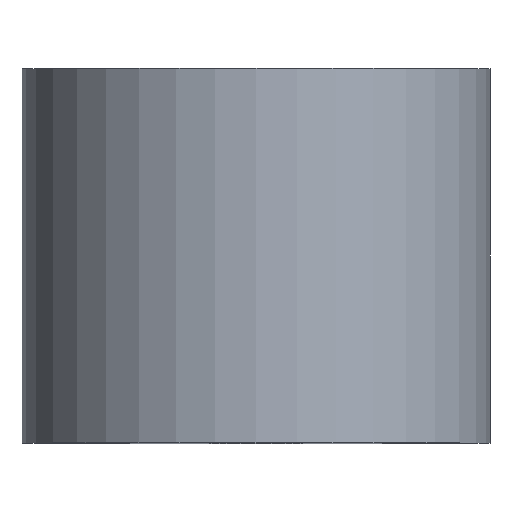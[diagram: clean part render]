
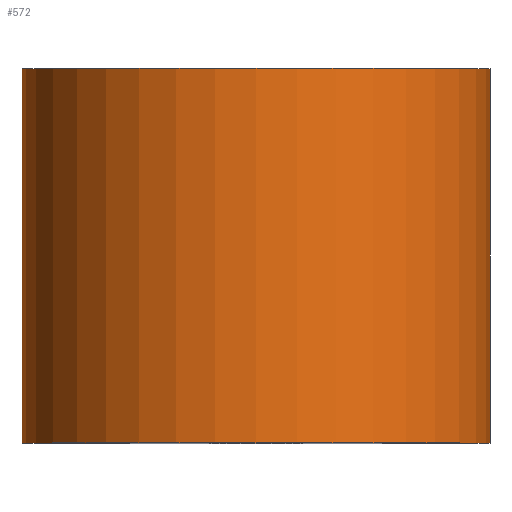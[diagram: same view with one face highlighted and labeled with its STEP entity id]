
A CAD part, top view. The second image highlights one B-rep face of the part: STEP entity #572.
In plain terms, the highlighted cylindrical face has radius 25 mm (diameter 50 mm), a partial arc.
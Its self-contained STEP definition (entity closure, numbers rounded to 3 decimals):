
#264=EDGE_CURVE('',#368,#344,#726,.T.);
#266=VERTEX_POINT('',#728);
#330=VERTEX_POINT('',#802);
#344=VERTEX_POINT('',#819);
#368=VERTEX_POINT('',#850);
#546=EDGE_CURVE('',#368,#266,#1054,.T.);
#572=ADVANCED_FACE('',(#1085),#1086,.T.);
#644=EDGE_CURVE('',#330,#344,#1162,.T.);
#652=EDGE_CURVE('',#330,#266,#1171,.T.);
#726=LINE('',#1247,#1248);
#728=CARTESIAN_POINT('',(25.0,40.0,0.0));
#802=CARTESIAN_POINT('',(25.0,0.0,0.0));
#819=CARTESIAN_POINT('',(-25.0,0.0,0.));
#850=CARTESIAN_POINT('',(-25.0,40.0,0.));
#1054=CIRCLE('',#1664,25.0);
#1085=FACE_OUTER_BOUND('',#1705,.T.);
#1086=CYLINDRICAL_SURFACE('',#1706,25.0);
#1162=CIRCLE('',#1812,25.0);
#1171=LINE('',#1822,#1823);
#1247=CARTESIAN_POINT('',(-25.0,20.0,0.));
#1248=VECTOR('',#1891,1.0);
#1664=AXIS2_PLACEMENT_3D('',#2320,#2321,#2322);
#1705=EDGE_LOOP('',(#2366,#2367,#2368,#2369));
#1706=AXIS2_PLACEMENT_3D('',#2370,#2371,#2372);
#1812=AXIS2_PLACEMENT_3D('',#2454,#2455,#2456);
#1822=CARTESIAN_POINT('',(25.0,20.0,0.));
#1823=VECTOR('',#2465,1.0);
#1891=DIRECTION('',(-0.0,-1.0,-0.0));
#2320=CARTESIAN_POINT('',(0.0,40.0,0.0));
#2321=DIRECTION('',(-0.0,1.0,0.0));
#2322=DIRECTION('',(1.0,0.0,0.0));
#2366=ORIENTED_EDGE('',*,*,#652,.T.);
#2367=ORIENTED_EDGE('',*,*,#546,.F.);
#2368=ORIENTED_EDGE('',*,*,#264,.T.);
#2369=ORIENTED_EDGE('',*,*,#644,.F.);
#2370=CARTESIAN_POINT('',(0.0,20.0,0.0));
#2371=DIRECTION('',(0.0,-1.0,-0.0));
#2372=DIRECTION('',(1.0,0.0,0.0));
#2454=CARTESIAN_POINT('',(0.0,0.0,0.0));
#2455=DIRECTION('',(0.0,-1.0,0.0));
#2456=DIRECTION('',(1.0,0.0,0.0));
#2465=DIRECTION('',(0.0,1.0,0.0));
